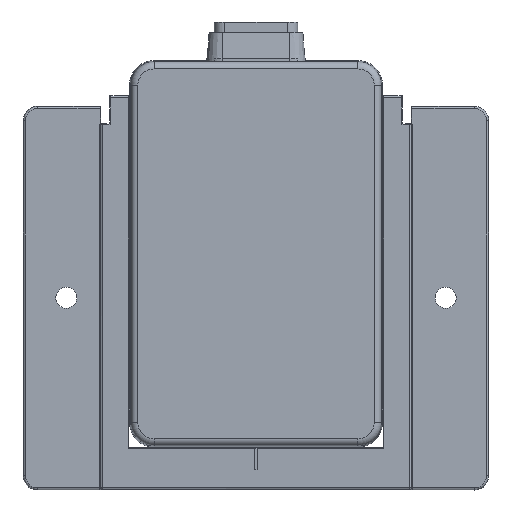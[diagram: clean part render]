
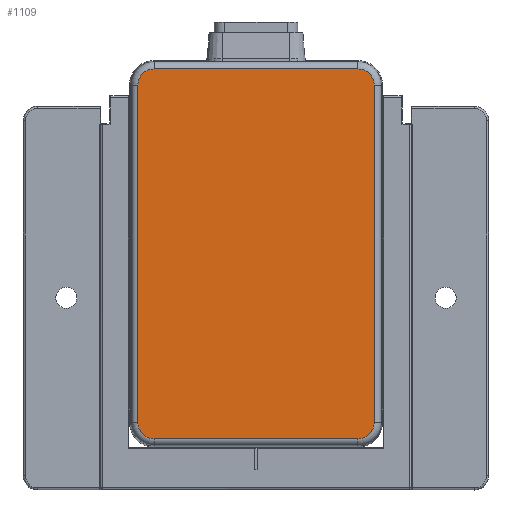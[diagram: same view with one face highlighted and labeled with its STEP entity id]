
A CAD part, top view. The second image highlights one B-rep face of the part: STEP entity #1109.
In plain terms, the highlighted planar face has unit normal (0, 0, 1).
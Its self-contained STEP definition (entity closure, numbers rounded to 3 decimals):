
#48=DIRECTION('',(1.,0.,0.));
#49=VECTOR('',#48,29.);
#50=CARTESIAN_POINT('',(-14.5,-26.316,8.));
#51=LINE('',#50,#49);
#52=CARTESIAN_POINT('',(-14.5,-24.,8.));
#53=DIRECTION('',(0.,0.,1.));
#54=DIRECTION('',(-1.,0.,0.));
#55=AXIS2_PLACEMENT_3D('',#52,#53,#54);
#57=DIRECTION('',(0.,-1.,0.));
#58=VECTOR('',#57,48.);
#59=CARTESIAN_POINT('',(-16.816,24.,8.));
#60=LINE('',#59,#58);
#61=CARTESIAN_POINT('',(-14.5,24.,8.));
#62=DIRECTION('',(0.,0.,1.));
#63=DIRECTION('',(0.,1.,0.));
#64=AXIS2_PLACEMENT_3D('',#61,#62,#63);
#66=DIRECTION('',(-1.,0.,0.));
#67=VECTOR('',#66,29.);
#68=CARTESIAN_POINT('',(14.5,26.316,8.));
#69=LINE('',#68,#67);
#70=CARTESIAN_POINT('',(14.5,24.,8.));
#71=DIRECTION('',(0.,0.,1.));
#72=DIRECTION('',(1.,0.,0.));
#73=AXIS2_PLACEMENT_3D('',#70,#71,#72);
#75=DIRECTION('',(0.,1.,0.));
#76=VECTOR('',#75,48.);
#77=CARTESIAN_POINT('',(16.816,-24.,8.));
#78=LINE('',#77,#76);
#79=CARTESIAN_POINT('',(14.5,-24.,8.));
#80=DIRECTION('',(0.,0.,1.));
#81=DIRECTION('',(0.,-1.,0.));
#82=AXIS2_PLACEMENT_3D('',#79,#80,#81);
#906=CARTESIAN_POINT('',(-14.5,-26.316,8.));
#907=CARTESIAN_POINT('',(14.5,-26.316,8.));
#908=VERTEX_POINT('',#906);
#909=VERTEX_POINT('',#907);
#914=CARTESIAN_POINT('',(16.816,-24.,8.));
#915=VERTEX_POINT('',#914);
#918=CARTESIAN_POINT('',(16.816,24.,8.));
#919=VERTEX_POINT('',#918);
#922=CARTESIAN_POINT('',(14.5,26.316,8.));
#923=VERTEX_POINT('',#922);
#926=CARTESIAN_POINT('',(-14.5,26.316,8.));
#927=VERTEX_POINT('',#926);
#930=CARTESIAN_POINT('',(-16.816,24.,8.));
#931=VERTEX_POINT('',#930);
#934=CARTESIAN_POINT('',(-16.816,-24.,8.));
#935=VERTEX_POINT('',#934);
#1087=CARTESIAN_POINT('',(0.,0.,8.));
#1088=DIRECTION('',(0.,0.,1.));
#1089=DIRECTION('',(0.,1.,0.));
#1090=AXIS2_PLACEMENT_3D('',#1087,#1088,#1089);
#1091=PLANE('',#1090);
#1093=ORIENTED_EDGE('',*,*,#1092,.F.);
#1095=ORIENTED_EDGE('',*,*,#1094,.F.);
#1097=ORIENTED_EDGE('',*,*,#1096,.F.);
#1099=ORIENTED_EDGE('',*,*,#1098,.F.);
#1101=ORIENTED_EDGE('',*,*,#1100,.F.);
#1102=ORIENTED_EDGE('',*,*,#1077,.F.);
#1104=ORIENTED_EDGE('',*,*,#1103,.F.);
#1106=ORIENTED_EDGE('',*,*,#1105,.F.);
#1107=EDGE_LOOP('',(#1093,#1095,#1097,#1099,#1101,#1102,#1104,#1106));
#1108=FACE_OUTER_BOUND('',#1107,.F.);
#56=CIRCLE('',#55,2.316);
#65=CIRCLE('',#64,2.316);
#74=CIRCLE('',#73,2.316);
#83=CIRCLE('',#82,2.316);
#1077=EDGE_CURVE('',#919,#923,#74,.T.);
#1092=EDGE_CURVE('',#908,#909,#51,.T.);
#1094=EDGE_CURVE('',#935,#908,#56,.T.);
#1096=EDGE_CURVE('',#931,#935,#60,.T.);
#1098=EDGE_CURVE('',#927,#931,#65,.T.);
#1100=EDGE_CURVE('',#923,#927,#69,.T.);
#1103=EDGE_CURVE('',#915,#919,#78,.T.);
#1105=EDGE_CURVE('',#909,#915,#83,.T.);
#1109=ADVANCED_FACE('',(#1108),#1091,.T.);
